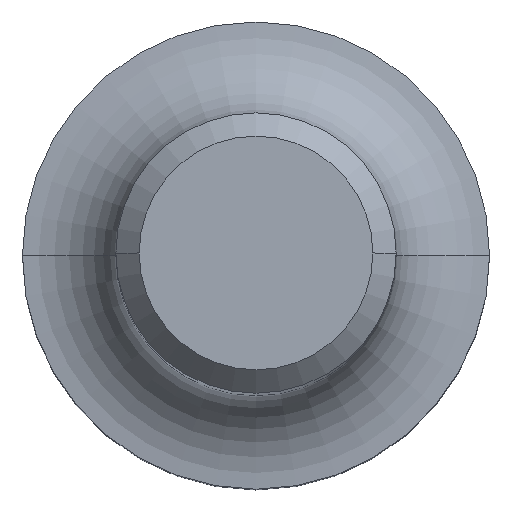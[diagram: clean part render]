
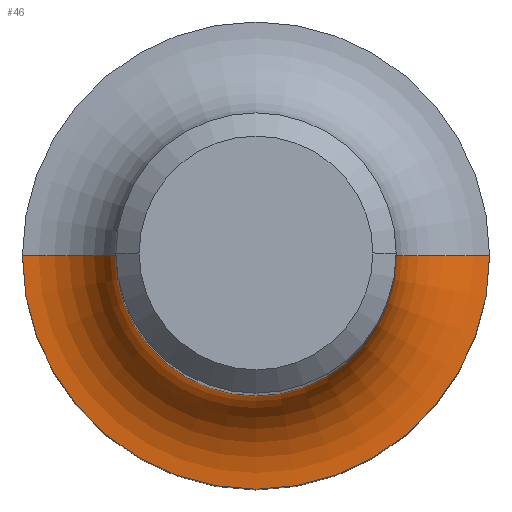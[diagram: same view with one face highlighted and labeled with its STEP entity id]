
A CAD part, top view. The second image highlights one B-rep face of the part: STEP entity #46.
In plain terms, the highlighted toroidal (fillet/blend) face has major radius 7.938 mm and minor radius 3.175 mm.
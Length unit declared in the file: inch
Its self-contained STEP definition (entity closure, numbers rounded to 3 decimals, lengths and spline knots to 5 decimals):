
#2 = EDGE_LOOP ( 'NONE', ( #279, #380, #509, #257 ) ) ;
#20 = EDGE_CURVE ( 'NONE', #217, #121, #169, .T. ) ;
#45 = VERTEX_POINT ( 'NONE', #84 ) ;
#46 = ADVANCED_FACE ( 'NONE', ( #214 ), #219, .F. ) ;
#51 = EDGE_CURVE ( 'NONE', #121, #294, #411, .T. ) ;
#80 = AXIS2_PLACEMENT_3D ( 'NONE', #129, #452, #211 ) ;
#84 = CARTESIAN_POINT ( 'NONE',  ( -0.3125, 0., -2. ) ) ;
#121 = VERTEX_POINT ( 'NONE', #144 ) ;
#129 = CARTESIAN_POINT ( 'NONE',  ( 0., 0., -1.875 ) ) ;
#135 = DIRECTION ( 'NONE',  ( 1., 0., 0. ) ) ;
#144 = CARTESIAN_POINT ( 'NONE',  ( 0.1875, 0., -1.875 ) ) ;
#154 = CARTESIAN_POINT ( 'NONE',  ( 0.3125, 0., -2. ) ) ;
#157 = DIRECTION ( 'NONE',  ( 0., 1., 0. ) ) ;
#165 = EDGE_CURVE ( 'NONE', #217, #45, #495, .T. ) ;
#169 = CIRCLE ( 'NONE', #202, 0.1875 ) ;
#185 = DIRECTION ( 'NONE',  ( 0., 0., 1. ) ) ;
#202 = AXIS2_PLACEMENT_3D ( 'NONE', #450, #494, #135 ) ;
#211 = DIRECTION ( 'NONE',  ( 1., 0., 0. ) ) ;
#214 = FACE_OUTER_BOUND ( 'NONE', #2, .T. ) ;
#217 = VERTEX_POINT ( 'NONE', #222 ) ;
#219 = TOROIDAL_SURFACE ( 'NONE', #80, 0.3125, 0.125 ) ;
#222 = CARTESIAN_POINT ( 'NONE',  ( -0.1875, 0., -1.875 ) ) ;
#255 = DIRECTION ( 'NONE',  ( 1., 0., 0. ) ) ;
#257 = ORIENTED_EDGE ( 'NONE', *, *, #51, .F. ) ;
#273 = CIRCLE ( 'NONE', #341, 0.3125 ) ;
#279 = ORIENTED_EDGE ( 'NONE', *, *, #20, .F. ) ;
#282 = EDGE_CURVE ( 'NONE', #45, #294, #273, .T. ) ;
#294 = VERTEX_POINT ( 'NONE', #154 ) ;
#341 = AXIS2_PLACEMENT_3D ( 'NONE', #425, #185, #430 ) ;
#360 = CARTESIAN_POINT ( 'NONE',  ( -0.3125, 0., -1.875 ) ) ;
#378 = AXIS2_PLACEMENT_3D ( 'NONE', #360, #157, #428 ) ;
#380 = ORIENTED_EDGE ( 'NONE', *, *, #165, .T. ) ;
#411 = CIRCLE ( 'NONE', #451, 0.125 ) ;
#425 = CARTESIAN_POINT ( 'NONE',  ( 0., 0., -2. ) ) ;
#428 = DIRECTION ( 'NONE',  ( -1., 0., 0. ) ) ;
#430 = DIRECTION ( 'NONE',  ( 1., 0., 0. ) ) ;
#450 = CARTESIAN_POINT ( 'NONE',  ( 0., 0., -1.875 ) ) ;
#451 = AXIS2_PLACEMENT_3D ( 'NONE', #493, #478, #255 ) ;
#452 = DIRECTION ( 'NONE',  ( 0., 0., 1. ) ) ;
#478 = DIRECTION ( 'NONE',  ( 0., -1., 0. ) ) ;
#493 = CARTESIAN_POINT ( 'NONE',  ( 0.3125, 0., -1.875 ) ) ;
#494 = DIRECTION ( 'NONE',  ( 0., 0., 1. ) ) ;
#495 = CIRCLE ( 'NONE', #378, 0.125 ) ;
#509 = ORIENTED_EDGE ( 'NONE', *, *, #282, .T. ) ;
